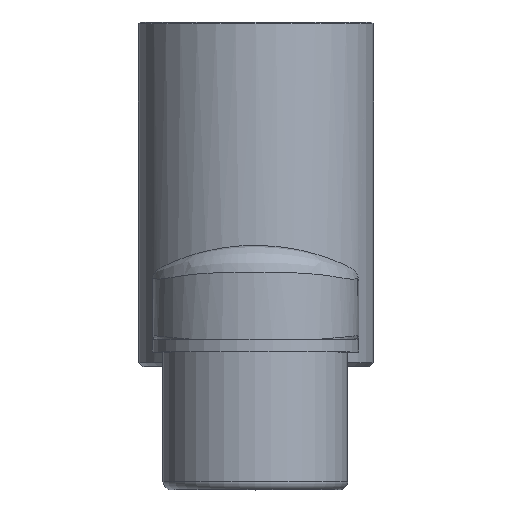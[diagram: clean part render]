
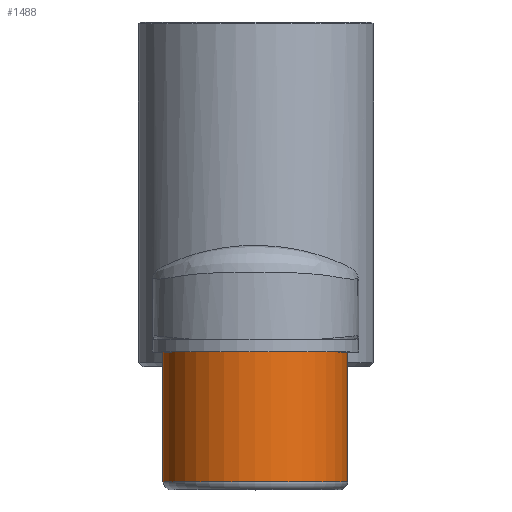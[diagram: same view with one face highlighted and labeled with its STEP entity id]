
A CAD part, top view. The second image highlights one B-rep face of the part: STEP entity #1488.
In plain terms, the highlighted cylindrical face has radius 11.4 mm (diameter 22.8 mm), a partial arc.
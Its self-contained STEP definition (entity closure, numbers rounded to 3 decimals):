
#28 = EDGE_CURVE ( 'NONE', #807, #613, #1596, .T. ) ;
#34 = FACE_OUTER_BOUND ( 'NONE', #669, .T. ) ;
#37 = EDGE_CURVE ( 'NONE', #1404, #807, #206, .T. ) ;
#66 = CYLINDRICAL_SURFACE ( 'NONE', #723, 11.4 ) ;
#79 = CARTESIAN_POINT ( 'NONE',  ( -11.479, -55.051, 199.996 ) ) ;
#119 = DIRECTION ( 'NONE',  ( -1., 0., 0. ) ) ;
#127 = DIRECTION ( 'NONE',  ( 0., 1., 0. ) ) ;
#185 = CARTESIAN_POINT ( 'NONE',  ( 11.321, -55.051, 200.005 ) ) ;
#206 = LINE ( 'NONE', #653, #854 ) ;
#388 = DIRECTION ( 'NONE',  ( 0., 1., 0. ) ) ;
#521 = CARTESIAN_POINT ( 'NONE',  ( -0.079, -39.051, 200. ) ) ;
#523 = DIRECTION ( 'NONE',  ( 0., 1., 0. ) ) ;
#527 = DIRECTION ( 'NONE',  ( 0., 0., 1. ) ) ;
#532 = CARTESIAN_POINT ( 'NONE',  ( -11.479, -39.051, 199.996 ) ) ;
#581 = ORIENTED_EDGE ( 'NONE', *, *, #1209, .T. ) ;
#613 = VERTEX_POINT ( 'NONE', #1669 ) ;
#653 = CARTESIAN_POINT ( 'NONE',  ( -11.479, -56.051, 199.996 ) ) ;
#669 = EDGE_LOOP ( 'NONE', ( #994, #1666, #581, #875 ) ) ;
#723 = AXIS2_PLACEMENT_3D ( 'NONE', #1541, #523, #1011 ) ;
#807 = VERTEX_POINT ( 'NONE', #532 ) ;
#854 = VECTOR ( 'NONE', #1286, 1000. ) ;
#875 = ORIENTED_EDGE ( 'NONE', *, *, #28, .F. ) ;
#888 = CARTESIAN_POINT ( 'NONE',  ( -0.079, -55.051, 200. ) ) ;
#994 = ORIENTED_EDGE ( 'NONE', *, *, #37, .F. ) ;
#1011 = DIRECTION ( 'NONE',  ( 1., 0., 0. ) ) ;
#1106 = VECTOR ( 'NONE', #127, 1000. ) ;
#1201 = CIRCLE ( 'NONE', #1501, 11.4 ) ;
#1209 = EDGE_CURVE ( 'NONE', #1676, #613, #1212, .T. ) ;
#1212 = LINE ( 'NONE', #1393, #1106 ) ;
#1286 = DIRECTION ( 'NONE',  ( 0., 1., 0. ) ) ;
#1393 = CARTESIAN_POINT ( 'NONE',  ( 11.321, -56.051, 200.005 ) ) ;
#1404 = VERTEX_POINT ( 'NONE', #79 ) ;
#1420 = DIRECTION ( 'NONE',  ( 0., 1., 0. ) ) ;
#1447 = EDGE_CURVE ( 'NONE', #1404, #1676, #1201, .T. ) ;
#1488 = ADVANCED_FACE ( 'NONE', ( #34 ), #66, .T. ) ;
#1501 = AXIS2_PLACEMENT_3D ( 'NONE', #888, #1420, #119 ) ;
#1541 = CARTESIAN_POINT ( 'NONE',  ( -0.079, -56.051, 200. ) ) ;
#1596 = CIRCLE ( 'NONE', #1639, 11.4 ) ;
#1639 = AXIS2_PLACEMENT_3D ( 'NONE', #521, #388, #527 ) ;
#1666 = ORIENTED_EDGE ( 'NONE', *, *, #1447, .T. ) ;
#1669 = CARTESIAN_POINT ( 'NONE',  ( 11.321, -39.051, 200.005 ) ) ;
#1676 = VERTEX_POINT ( 'NONE', #185 ) ;
